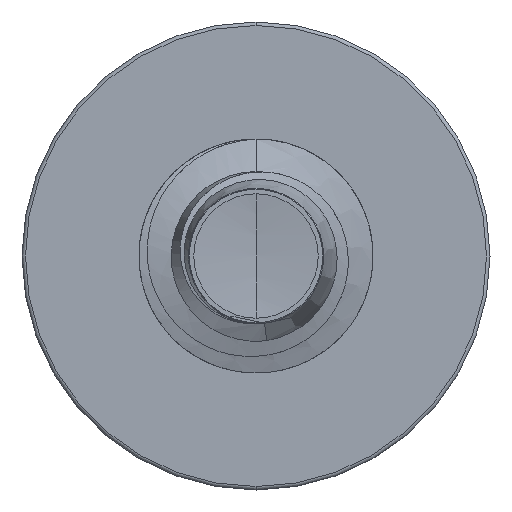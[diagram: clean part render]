
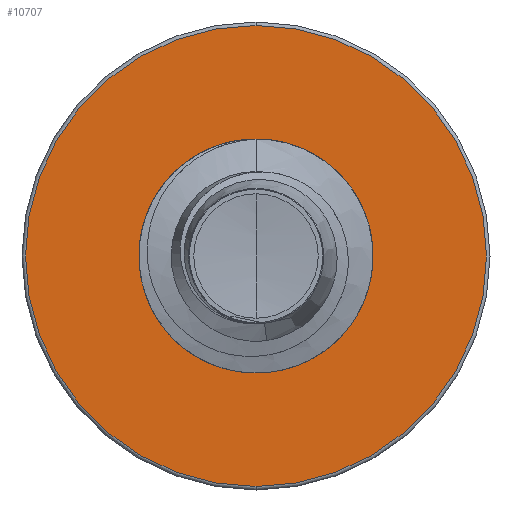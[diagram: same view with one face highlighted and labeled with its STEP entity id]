
A CAD part, front view. The second image highlights one B-rep face of the part: STEP entity #10707.
In plain terms, the highlighted planar face has unit normal (0, -1, 0).
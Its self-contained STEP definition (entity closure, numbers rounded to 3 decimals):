
#182 = CARTESIAN_POINT ( 'NONE',  ( 0., 6., -0.789 ) ) ;
#383 = CARTESIAN_POINT ( 'NONE',  ( 0., 6., -0.789 ) ) ;
#705 = CIRCLE ( 'NONE', #3005, 0.789 ) ;
#736 = CIRCLE ( 'NONE', #3310, 1.576 ) ;
#821 = CARTESIAN_POINT ( 'NONE',  ( 0., 6., 1.576 ) ) ;
#1538 = EDGE_LOOP ( 'NONE', ( #11093, #9153 ) ) ;
#1929 = EDGE_CURVE ( 'NONE', #4803, #9138, #736, .T. ) ;
#2029 = EDGE_CURVE ( 'NONE', #11154, #7133, #705, .T. ) ;
#2397 = CIRCLE ( 'NONE', #14702, 1.576 ) ;
#2639 = CIRCLE ( 'NONE', #7036, 0.789 ) ;
#2971 = DIRECTION ( 'NONE',  ( 0., 0., 1. ) ) ;
#2997 = DIRECTION ( 'NONE',  ( 0., 1., 0. ) ) ;
#3005 = AXIS2_PLACEMENT_3D ( 'NONE', #10659, #10650, #10634 ) ;
#3012 = CARTESIAN_POINT ( 'NONE',  ( 0., 6., 0. ) ) ;
#3310 = AXIS2_PLACEMENT_3D ( 'NONE', #10734, #10728, #10708 ) ;
#4322 = ORIENTED_EDGE ( 'NONE', *, *, #2029, .T. ) ;
#4803 = VERTEX_POINT ( 'NONE', #9142 ) ;
#4892 = EDGE_CURVE ( 'NONE', #7133, #11154, #2639, .T. ) ;
#5961 = EDGE_CURVE ( 'NONE', #9138, #4803, #2397, .T. ) ;
#7036 = AXIS2_PLACEMENT_3D ( 'NONE', #8835, #8820, #8802 ) ;
#7133 = VERTEX_POINT ( 'NONE', #11812 ) ;
#7960 = PLANE ( 'NONE',  #13172 ) ;
#8250 = FACE_BOUND ( 'NONE', #14915, .T. ) ;
#8802 = DIRECTION ( 'NONE',  ( 0., 0., 1. ) ) ;
#8820 = DIRECTION ( 'NONE',  ( 0., 1., 0. ) ) ;
#8835 = CARTESIAN_POINT ( 'NONE',  ( 0., 6., 0. ) ) ;
#9138 = VERTEX_POINT ( 'NONE', #821 ) ;
#9142 = CARTESIAN_POINT ( 'NONE',  ( 0., 6., -1.576 ) ) ;
#9153 = ORIENTED_EDGE ( 'NONE', *, *, #1929, .F. ) ;
#10151 = DIRECTION ( 'NONE',  ( 0., 1., 0. ) ) ;
#10254 = DIRECTION ( 'NONE',  ( 0., 0., 1. ) ) ;
#10634 = DIRECTION ( 'NONE',  ( 0., 0., 1. ) ) ;
#10650 = DIRECTION ( 'NONE',  ( 0., 1., 0. ) ) ;
#10659 = CARTESIAN_POINT ( 'NONE',  ( 0., 6., 0. ) ) ;
#10707 = ADVANCED_FACE ( 'NONE', ( #11403, #8250 ), #7960, .F. ) ;
#10708 = DIRECTION ( 'NONE',  ( 0., 0., 1. ) ) ;
#10728 = DIRECTION ( 'NONE',  ( 0., 1., 0. ) ) ;
#10734 = CARTESIAN_POINT ( 'NONE',  ( 0., 6., 0. ) ) ;
#11093 = ORIENTED_EDGE ( 'NONE', *, *, #5961, .F. ) ;
#11154 = VERTEX_POINT ( 'NONE', #182 ) ;
#11403 = FACE_OUTER_BOUND ( 'NONE', #1538, .T. ) ;
#11812 = CARTESIAN_POINT ( 'NONE',  ( 0., 6., 0.789 ) ) ;
#13172 = AXIS2_PLACEMENT_3D ( 'NONE', #383, #10151, #10254 ) ;
#14702 = AXIS2_PLACEMENT_3D ( 'NONE', #3012, #2997, #2971 ) ;
#14805 = ORIENTED_EDGE ( 'NONE', *, *, #4892, .T. ) ;
#14915 = EDGE_LOOP ( 'NONE', ( #14805, #4322 ) ) ;
